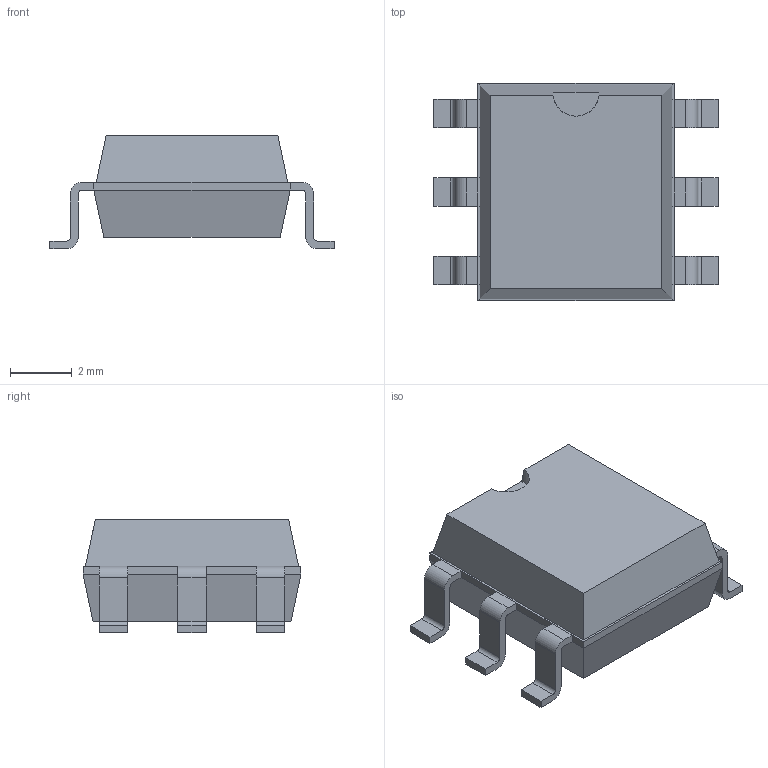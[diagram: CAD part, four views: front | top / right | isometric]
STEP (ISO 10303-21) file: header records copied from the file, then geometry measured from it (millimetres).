
FILE_DESCRIPTION(/* description */ ('model of DIP-6_W8.89mm_SMDSocket_LongPads'),/* implementation_level */ '2;1');
FILE_NAME(/* name */ 'DIP-6_W8.89mm_SMDSocket_LongPads.step',/* time_stamp */ '2017-09-23T12:39:07',/* author */ ('kicad StepUp','ksu'),/* organization */ ('FreeCAD'),/* preprocessor_version */ 'OCC',/* originating_system */ 'kicad StepUp',/* authorisation */ '');
FILE_SCHEMA(('AUTOMOTIVE_DESIGN { 1 0 10303 214 1 1 1 1 }'));
Length unit declared in the file: millimetre
Products named in the file (1): DIP_6_W889mm_SMDSocket_LongPads
Bounding box: 9.19 x 7.05 x 3.68 mm (x, y, z)
Volume: 136 mm3; surface area: 202.6 mm2
Topology: 1 solids, 1 shells, 116 faces, 296 edges, 182 vertices
Faces by surface type: plane 67, cylinder 25, bspline 24
Entity records: 4236 total; most frequent: CARTESIAN_POINT 692, ORIENTED_EDGE 592, DIRECTION 515, EDGE_CURVE 296, LINE 225, VECTOR 225, VERTEX_POINT 182, AXIS2_PLACEMENT_3D 145
